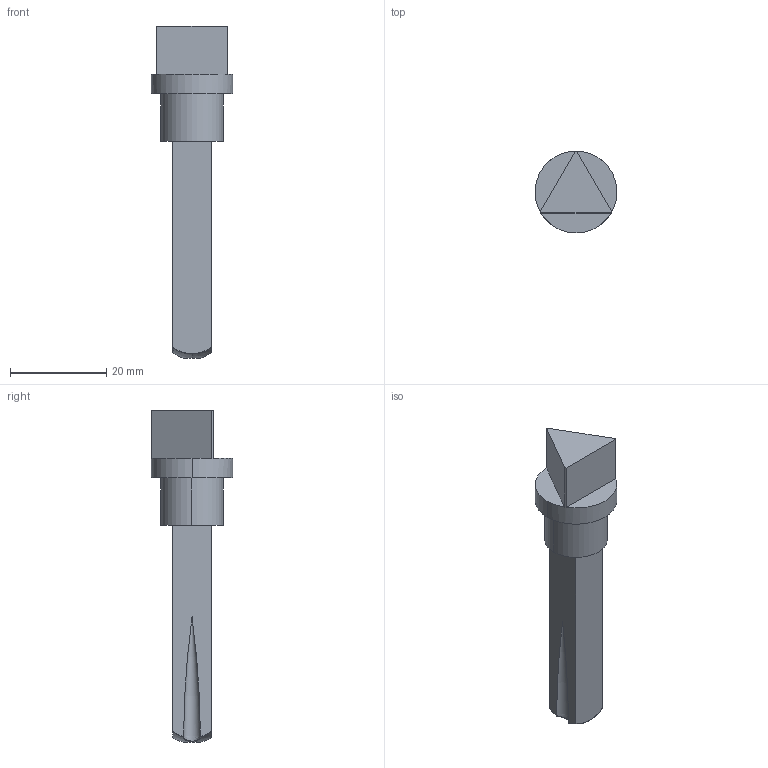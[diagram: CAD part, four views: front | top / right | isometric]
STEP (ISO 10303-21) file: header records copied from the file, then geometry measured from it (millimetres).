
FILE_DESCRIPTION (( 'STEP AP203' ), '1' );
FILE_NAME ('8094-15.step', '2022-02-09T13:50:39', ( '' ), ( '' ), 'SwSTEP 2.0', 'SolidWorks 2018', '' );
FILE_SCHEMA (( 'CONFIG_CONTROL_DESIGN' ));
Length unit declared in the file: millimetre
Products named in the file (2): 8094-15
Bounding box: 17 x 17 x 69 mm (x, y, z)
Volume: 5884.3 mm3; surface area: 2981 mm2
Topology: 1 solids, 1 shells, 276 faces, 743 edges, 493 vertices
Faces by surface type: plane 146, bspline 113, torus 11, cylinder 4, sphere 2
Entity records: 14308 total; most frequent: CARTESIAN_POINT 7997, ORIENTED_EDGE 1482, DIRECTION 877, EDGE_CURVE 741, VERTEX_POINT 493, LINE 459, VECTOR 459, EDGE_LOOP 302
